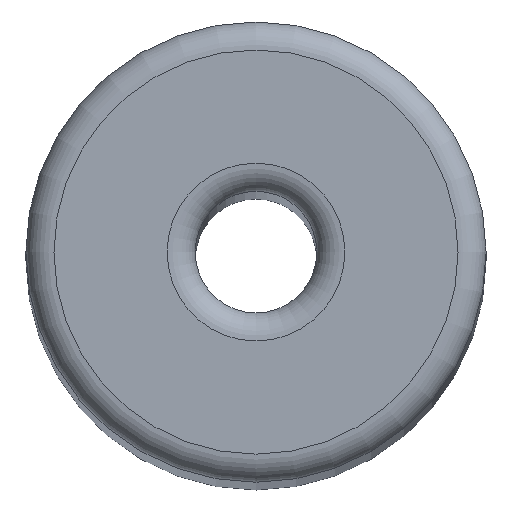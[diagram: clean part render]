
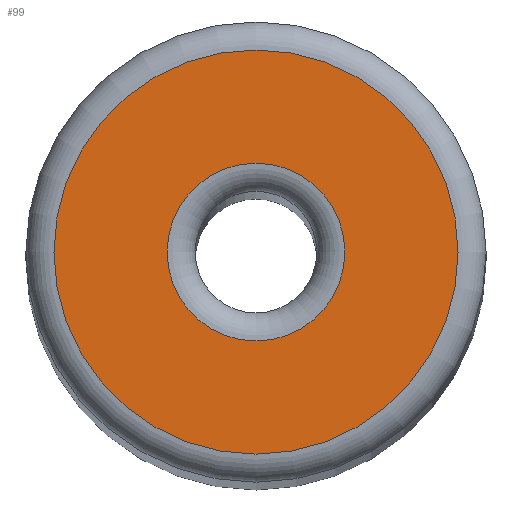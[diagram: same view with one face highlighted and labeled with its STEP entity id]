
A CAD part, top view. The second image highlights one B-rep face of the part: STEP entity #99.
In plain terms, the highlighted planar face has unit normal (0, 0, 1).
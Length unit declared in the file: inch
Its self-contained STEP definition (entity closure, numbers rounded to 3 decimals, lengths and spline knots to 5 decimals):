
#16=PLANE('',#114);
#23=FACE_BOUND('',#44,.T.);
#31=FACE_OUTER_BOUND('',#43,.T.);
#43=EDGE_LOOP('',(#83));
#44=EDGE_LOOP('',(#84));
#55=CIRCLE('',#113,0.0475);
#56=CIRCLE('',#115,0.108);
#63=VERTEX_POINT('',#168);
#64=VERTEX_POINT('',#171);
#71=EDGE_CURVE('',#63,#63,#55,.T.);
#72=EDGE_CURVE('',#64,#64,#56,.T.);
#83=ORIENTED_EDGE('',*,*,#72,.F.);
#84=ORIENTED_EDGE('',*,*,#71,.F.);
#99=ADVANCED_FACE('',(#31,#23),#16,.T.);
#113=AXIS2_PLACEMENT_3D('',#169,#139,#140);
#114=AXIS2_PLACEMENT_3D('',#170,#141,#142);
#115=AXIS2_PLACEMENT_3D('',#172,#143,#144);
#139=DIRECTION('center_axis',(0.,0.,1.));
#140=DIRECTION('ref_axis',(-1.,0.,0.));
#141=DIRECTION('center_axis',(0.,0.,1.));
#142=DIRECTION('ref_axis',(1.,0.,0.));
#143=DIRECTION('center_axis',(0.,0.,-1.));
#144=DIRECTION('ref_axis',(-1.,0.,0.));
#168=CARTESIAN_POINT('',(0.0475,0.,1.2));
#169=CARTESIAN_POINT('Origin',(0.,0.,1.2));
#170=CARTESIAN_POINT('Origin',(0.,0.,1.2));
#171=CARTESIAN_POINT('',(0.108,0.,1.2));
#172=CARTESIAN_POINT('Origin',(0.,0.,1.2));
